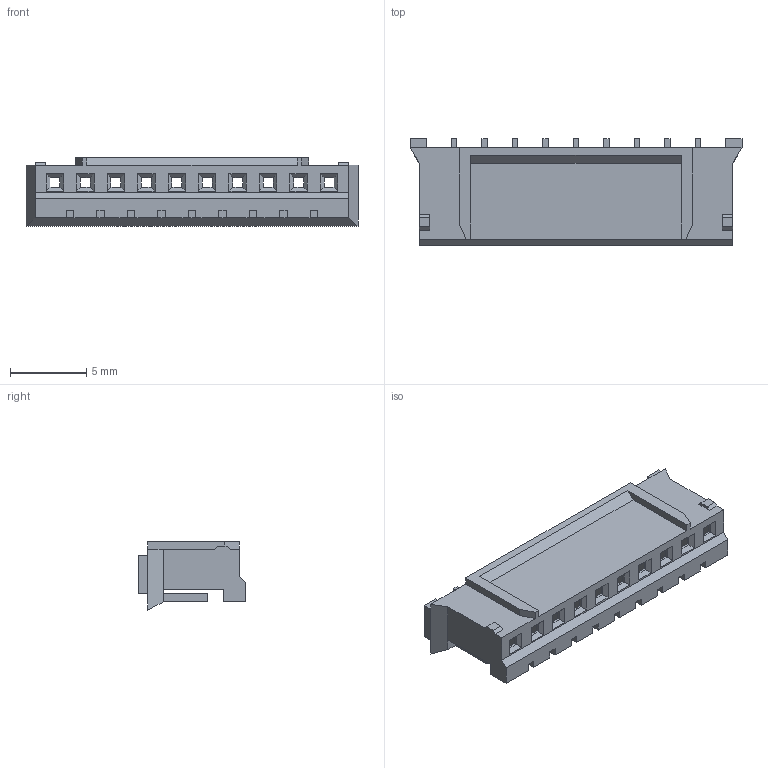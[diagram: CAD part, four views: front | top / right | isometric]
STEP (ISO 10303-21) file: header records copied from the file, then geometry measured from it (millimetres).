
FILE_DESCRIPTION((''),'2;1');
FILE_NAME('FHG20001-S10','2021-02-25T',('gongcheng6'),(''),'PRO/ENGINEER BY PARAMETRIC TECHNOLOGY CORPORATION, 2010280','PRO/ENGINEER BY PARAMETRIC TECHNOLOGY CORPORATION, 2010280','');
FILE_SCHEMA(('CONFIG_CONTROL_DESIGN'));
Length unit declared in the file: millimetre
Products named in the file (1): FHG20001-S10
Bounding box: 21.8 x 7 x 4.5 mm (x, y, z)
Volume: 185.2 mm3; surface area: 1004.7 mm2
Topology: 1 solids, 1 shells, 404 faces, 1160 edges, 738 vertices
Faces by surface type: plane 404
Entity records: 12914 total; most frequent: ORIENTED_EDGE 2320, CARTESIAN_POINT 2302, DIRECTION 1968, VECTOR 1160, LINE 1160, EDGE_CURVE 1160, VERTEX_POINT 738, EDGE_LOOP 424
